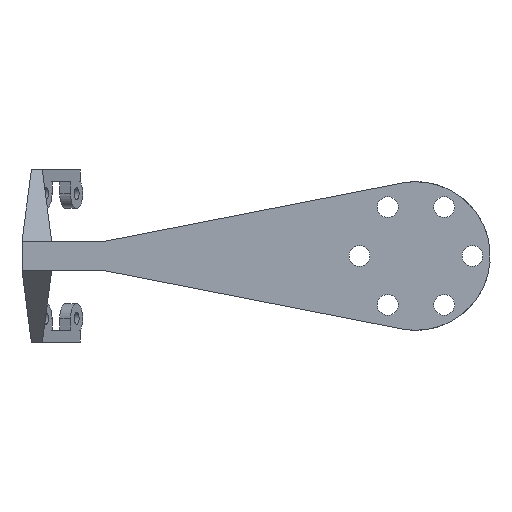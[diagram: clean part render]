
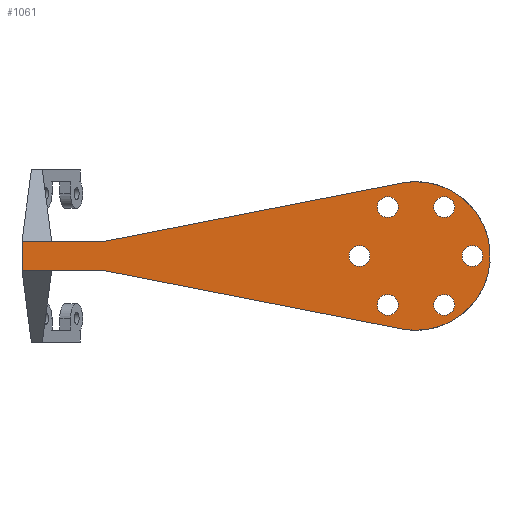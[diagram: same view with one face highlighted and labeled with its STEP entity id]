
A CAD part, front view. The second image highlights one B-rep face of the part: STEP entity #1061.
In plain terms, the highlighted planar face has unit normal (0, -1, 0).
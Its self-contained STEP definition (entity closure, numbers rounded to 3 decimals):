
#28=FACE_BOUND('',#215,.T.);
#29=FACE_BOUND('',#216,.T.);
#30=FACE_BOUND('',#217,.T.);
#31=FACE_BOUND('',#218,.T.);
#32=FACE_BOUND('',#219,.T.);
#33=FACE_BOUND('',#220,.T.);
#46=CIRCLE('',#1093,12.5);
#82=CIRCLE('',#1165,1.75);
#83=CIRCLE('',#1167,1.75);
#84=CIRCLE('',#1169,1.75);
#85=CIRCLE('',#1171,1.75);
#86=CIRCLE('',#1173,1.75);
#87=CIRCLE('',#1175,1.75);
#146=FACE_OUTER_BOUND('',#214,.T.);
#214=EDGE_LOOP('',(#884,#885,#886,#887,#888,#889));
#215=EDGE_LOOP('',(#890));
#216=EDGE_LOOP('',(#891));
#217=EDGE_LOOP('',(#892));
#218=EDGE_LOOP('',(#893));
#219=EDGE_LOOP('',(#894));
#220=EDGE_LOOP('',(#895));
#244=LINE('',#1502,#346);
#253=LINE('',#1532,#355);
#300=LINE('',#1667,#402);
#306=LINE('',#1677,#408);
#323=LINE('',#1750,#425);
#346=VECTOR('',#1196,10.);
#355=VECTOR('',#1221,10.);
#402=VECTOR('',#1346,10.);
#408=VECTOR('',#1354,10.);
#425=VECTOR('',#1445,10.);
#448=VERTEX_POINT('',#1500);
#449=VERTEX_POINT('',#1501);
#452=VERTEX_POINT('',#1509);
#462=VERTEX_POINT('',#1531);
#511=VERTEX_POINT('',#1665);
#514=VERTEX_POINT('',#1676);
#528=VERTEX_POINT('',#1726);
#529=VERTEX_POINT('',#1730);
#530=VERTEX_POINT('',#1734);
#531=VERTEX_POINT('',#1738);
#532=VERTEX_POINT('',#1742);
#533=VERTEX_POINT('',#1746);
#542=EDGE_CURVE('',#448,#449,#244,.T.);
#546=EDGE_CURVE('',#449,#452,#46,.T.);
#557=EDGE_CURVE('',#462,#452,#253,.T.);
#624=EDGE_CURVE('',#448,#511,#300,.T.);
#630=EDGE_CURVE('',#462,#514,#306,.T.);
#656=EDGE_CURVE('',#528,#528,#82,.T.);
#658=EDGE_CURVE('',#529,#529,#83,.T.);
#660=EDGE_CURVE('',#530,#530,#84,.T.);
#662=EDGE_CURVE('',#531,#531,#85,.T.);
#664=EDGE_CURVE('',#532,#532,#86,.T.);
#666=EDGE_CURVE('',#533,#533,#87,.T.);
#667=EDGE_CURVE('',#511,#514,#323,.T.);
#884=ORIENTED_EDGE('',*,*,#542,.F.);
#885=ORIENTED_EDGE('',*,*,#624,.T.);
#886=ORIENTED_EDGE('',*,*,#667,.T.);
#887=ORIENTED_EDGE('',*,*,#630,.F.);
#888=ORIENTED_EDGE('',*,*,#557,.T.);
#889=ORIENTED_EDGE('',*,*,#546,.F.);
#890=ORIENTED_EDGE('',*,*,#666,.F.);
#891=ORIENTED_EDGE('',*,*,#664,.F.);
#892=ORIENTED_EDGE('',*,*,#662,.F.);
#893=ORIENTED_EDGE('',*,*,#660,.F.);
#894=ORIENTED_EDGE('',*,*,#658,.F.);
#895=ORIENTED_EDGE('',*,*,#656,.F.);
#1006=PLANE('',#1176);
#1061=ADVANCED_FACE('',(#146,#28,#29,#30,#31,#32,#33),#1006,.F.);
#1093=AXIS2_PLACEMENT_3D('',#1510,#1202,#1203);
#1165=AXIS2_PLACEMENT_3D('',#1728,#1416,#1417);
#1167=AXIS2_PLACEMENT_3D('',#1732,#1421,#1422);
#1169=AXIS2_PLACEMENT_3D('',#1736,#1426,#1427);
#1171=AXIS2_PLACEMENT_3D('',#1740,#1431,#1432);
#1173=AXIS2_PLACEMENT_3D('',#1744,#1436,#1437);
#1175=AXIS2_PLACEMENT_3D('',#1748,#1441,#1442);
#1176=AXIS2_PLACEMENT_3D('',#1749,#1443,#1444);
#1196=DIRECTION('',(0.981,0.,0.192));
#1202=DIRECTION('center_axis',(0.,1.,0.));
#1203=DIRECTION('ref_axis',(1.,0.,0.));
#1221=DIRECTION('',(0.981,0.,-0.192));
#1346=DIRECTION('',(-1.,0.,0.));
#1354=DIRECTION('',(-1.,0.,0.));
#1416=DIRECTION('center_axis',(0.,-1.,0.));
#1417=DIRECTION('ref_axis',(1.,0.,0.));
#1421=DIRECTION('center_axis',(0.,-1.,0.));
#1422=DIRECTION('ref_axis',(1.,0.,0.));
#1426=DIRECTION('center_axis',(0.,-1.,0.));
#1427=DIRECTION('ref_axis',(1.,0.,0.));
#1431=DIRECTION('center_axis',(0.,-1.,0.));
#1432=DIRECTION('ref_axis',(1.,0.,0.));
#1436=DIRECTION('center_axis',(0.,-1.,0.));
#1437=DIRECTION('ref_axis',(1.,0.,0.));
#1441=DIRECTION('center_axis',(0.,-1.,0.));
#1442=DIRECTION('ref_axis',(1.,0.,0.));
#1443=DIRECTION('center_axis',(0.,1.,0.));
#1444=DIRECTION('ref_axis',(1.,0.,0.));
#1445=DIRECTION('',(0.,0.,-1.));
#1500=CARTESIAN_POINT('',(-52.247,0.,2.5));
#1501=CARTESIAN_POINT('',(-2.404,0.,12.267));
#1502=CARTESIAN_POINT('',(-52.247,0.,2.5));
#1509=CARTESIAN_POINT('',(-2.4,0.,-12.267));
#1510=CARTESIAN_POINT('Origin',(0.,0.,0.));
#1531=CARTESIAN_POINT('',(-52.33,0.,-2.5));
#1532=CARTESIAN_POINT('',(-52.33,0.,-2.5));
#1665=CARTESIAN_POINT('',(-66.304,0.,2.5));
#1667=CARTESIAN_POINT('',(0.,0.,2.5));
#1676=CARTESIAN_POINT('',(-66.304,0.,-2.5));
#1677=CARTESIAN_POINT('',(0.,0.,-2.5));
#1726=CARTESIAN_POINT('',(7.75,0.,0.));
#1728=CARTESIAN_POINT('Origin',(9.5,0.,0.));
#1730=CARTESIAN_POINT('',(-6.5,0.,-8.227));
#1732=CARTESIAN_POINT('Origin',(-4.75,0.,-8.227));
#1734=CARTESIAN_POINT('',(3.,0.,8.227));
#1736=CARTESIAN_POINT('Origin',(4.75,0.,8.227));
#1738=CARTESIAN_POINT('',(3.,0.,-8.227));
#1740=CARTESIAN_POINT('Origin',(4.75,0.,-8.227));
#1742=CARTESIAN_POINT('',(-11.25,0.,0.));
#1744=CARTESIAN_POINT('Origin',(-9.5,0.,0.));
#1746=CARTESIAN_POINT('',(-6.5,0.,8.227));
#1748=CARTESIAN_POINT('Origin',(-4.75,0.,8.227));
#1749=CARTESIAN_POINT('Origin',(0.,0.,0.));
#1750=CARTESIAN_POINT('',(-66.304,0.,2.5));
